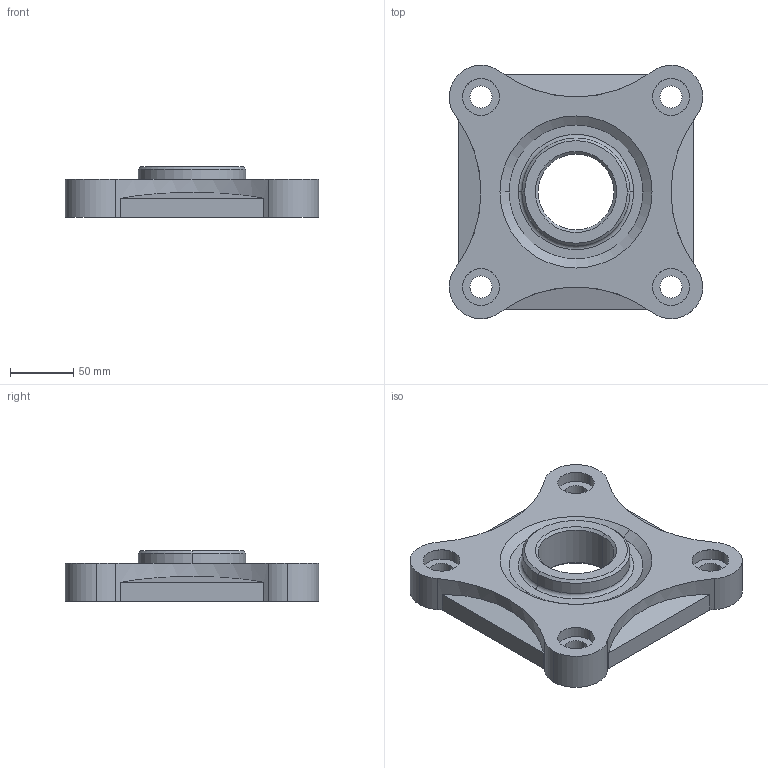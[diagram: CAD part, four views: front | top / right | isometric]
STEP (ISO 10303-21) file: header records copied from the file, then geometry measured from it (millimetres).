
FILE_DESCRIPTION (( 'STEP AP214' ), '1' );
FILE_NAME ('Part14.STEP', '2025-03-03T12:50:10', ( '' ), ( '' ), 'SwSTEP 2.0', 'SolidWorks 2024', '' );
FILE_SCHEMA (( 'AUTOMOTIVE_DESIGN' ));
Length unit declared in the file: millimetre
Products named in the file (1): Part14
Bounding box: 199.99 x 199.98 x 40 mm (x, y, z)
Volume: 798048 mm3; surface area: 106493.8 mm2
Topology: 1 solids, 1 shells, 68 faces, 161 edges, 102 vertices
Faces by surface type: cylinder 33, plane 17, cone 16, torus 2
Entity records: 2031 total; most frequent: DIRECTION 385, CARTESIAN_POINT 347, ORIENTED_EDGE 322, EDGE_CURVE 161, AXIS2_PLACEMENT_3D 160, VERTEX_POINT 102, CIRCLE 91, EDGE_LOOP 85
